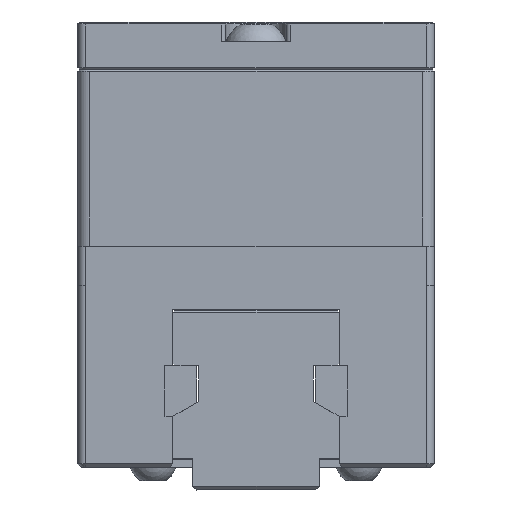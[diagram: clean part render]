
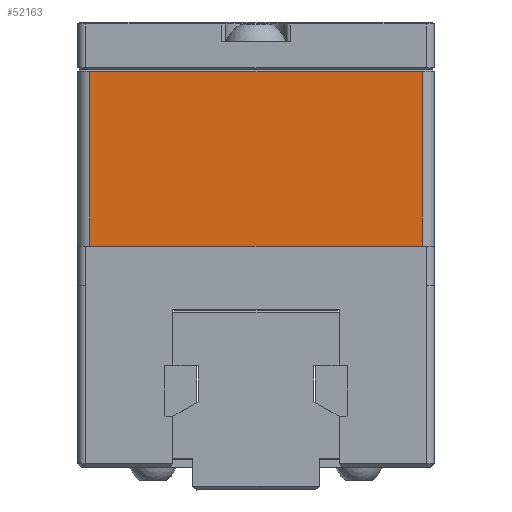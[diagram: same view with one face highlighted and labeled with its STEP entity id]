
A CAD part, left-side view. The second image highlights one B-rep face of the part: STEP entity #52163.
In plain terms, the highlighted planar face has unit normal (-1, 0, 0).
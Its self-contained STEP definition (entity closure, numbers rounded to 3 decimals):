
#277 = CARTESIAN_POINT ( 'NONE',  ( -37., 21., -5. ) ) ;
#1683 = ORIENTED_EDGE ( 'NONE', *, *, #36153, .F. ) ;
#2101 = ORIENTED_EDGE ( 'NONE', *, *, #53433, .T. ) ;
#7143 = DIRECTION ( 'NONE',  ( 0., -1., 0. ) ) ;
#7811 = VERTEX_POINT ( 'NONE', #277 ) ;
#9798 = DIRECTION ( 'NONE',  ( 1., 0., 0. ) ) ;
#10917 = EDGE_CURVE ( 'NONE', #20941, #28541, #54408, .T. ) ;
#11859 = EDGE_CURVE ( 'NONE', #35945, #20941, #27756, .T. ) ;
#13747 = EDGE_LOOP ( 'NONE', ( #46426, #40348, #1683, #2101 ) ) ;
#14450 = CARTESIAN_POINT ( 'NONE',  ( -37., -21., -27.3 ) ) ;
#14748 = CARTESIAN_POINT ( 'NONE',  ( -37., 21., -27.05 ) ) ;
#18316 = VECTOR ( 'NONE', #18846, 1000. ) ;
#18846 = DIRECTION ( 'NONE',  ( 0., 0., 1. ) ) ;
#20206 = VECTOR ( 'NONE', #29933, 1000. ) ;
#20941 = VERTEX_POINT ( 'NONE', #44100 ) ;
#25542 = CARTESIAN_POINT ( 'NONE',  ( -37., 21., -27.3 ) ) ;
#26972 = CARTESIAN_POINT ( 'NONE',  ( -37., -21., -5. ) ) ;
#27123 = PLANE ( 'NONE',  #37347 ) ;
#27756 = LINE ( 'NONE', #32227, #48138 ) ;
#28541 = VERTEX_POINT ( 'NONE', #26972 ) ;
#29933 = DIRECTION ( 'NONE',  ( 0., 0., -1. ) ) ;
#30251 = VECTOR ( 'NONE', #7143, 1000. ) ;
#32227 = CARTESIAN_POINT ( 'NONE',  ( -37., -22.5, -27.05 ) ) ;
#35945 = VERTEX_POINT ( 'NONE', #14748 ) ;
#36153 = EDGE_CURVE ( 'NONE', #7811, #28541, #41831, .T. ) ;
#37347 = AXIS2_PLACEMENT_3D ( 'NONE', #48798, #9798, #40268 ) ;
#37394 = CARTESIAN_POINT ( 'NONE',  ( -37., 22.5, -5. ) ) ;
#40268 = DIRECTION ( 'NONE',  ( 0., 0., -1. ) ) ;
#40348 = ORIENTED_EDGE ( 'NONE', *, *, #10917, .T. ) ;
#41831 = LINE ( 'NONE', #37394, #30251 ) ;
#44100 = CARTESIAN_POINT ( 'NONE',  ( -37., -21., -27.05 ) ) ;
#46046 = LINE ( 'NONE', #25542, #20206 ) ;
#46160 = FACE_OUTER_BOUND ( 'NONE', #13747, .T. ) ;
#46426 = ORIENTED_EDGE ( 'NONE', *, *, #11859, .T. ) ;
#48138 = VECTOR ( 'NONE', #53918, 1000. ) ;
#48798 = CARTESIAN_POINT ( 'NONE',  ( -37., 22.5, -27.3 ) ) ;
#52163 = ADVANCED_FACE ( 'NONE', ( #46160 ), #27123, .F. ) ;
#53433 = EDGE_CURVE ( 'NONE', #7811, #35945, #46046, .T. ) ;
#53918 = DIRECTION ( 'NONE',  ( 0., -1., 0. ) ) ;
#54408 = LINE ( 'NONE', #14450, #18316 ) ;
